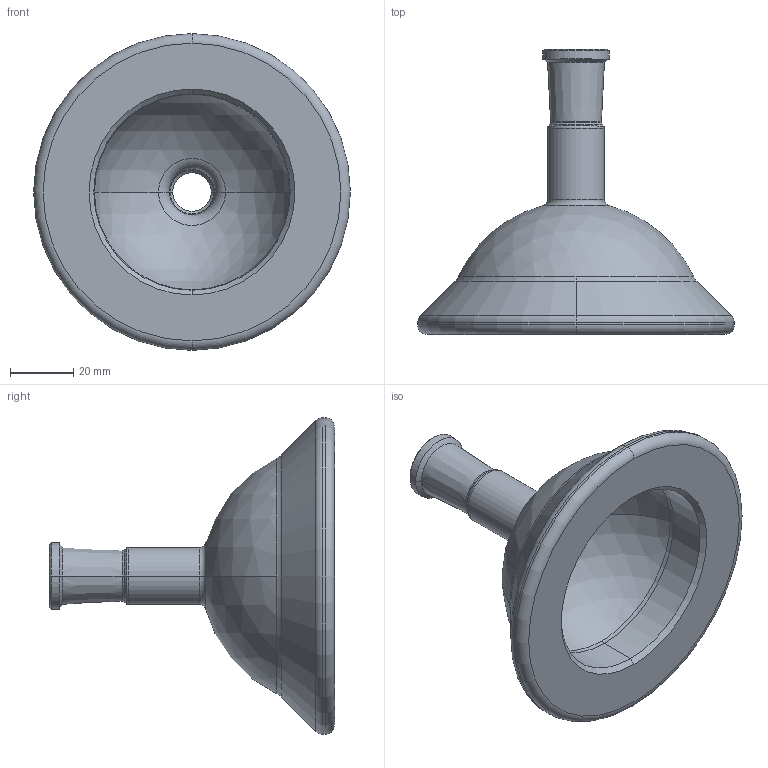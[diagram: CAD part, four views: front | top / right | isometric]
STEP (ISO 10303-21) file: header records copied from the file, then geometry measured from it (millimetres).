
FILE_DESCRIPTION (( 'STEP AP214' ), '1' );
FILE_NAME ('3101x_LF60_NS14.STEP', '2017-01-14T15:40:03', ( '' ), ( '' ), 'SwSTEP 2.0', 'SolidWorks 2014', '' );
FILE_SCHEMA (( 'AUTOMOTIVE_DESIGN' ));
Length unit declared in the file: millimetre
Products named in the file (1): 3101x_LF60_NS14
Bounding box: 100 x 90 x 100 mm (x, y, z)
Volume: 94329.6 mm3; surface area: 29306 mm2
Topology: 1 solids, 1 shells, 52 faces, 108 edges, 58 vertices
Faces by surface type: torus 20, cone 16, cylinder 10, sphere 4, plane 2
Entity records: 1449 total; most frequent: DIRECTION 296, CARTESIAN_POINT 219, ORIENTED_EDGE 216, AXIS2_PLACEMENT_3D 135, EDGE_CURVE 108, CIRCLE 82, VERTEX_POINT 58, EDGE_LOOP 54
